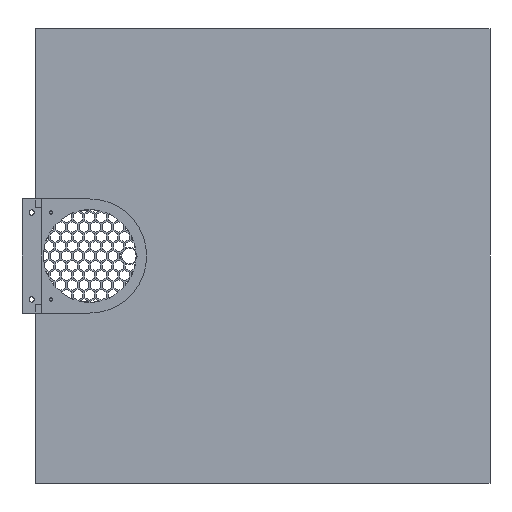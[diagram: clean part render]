
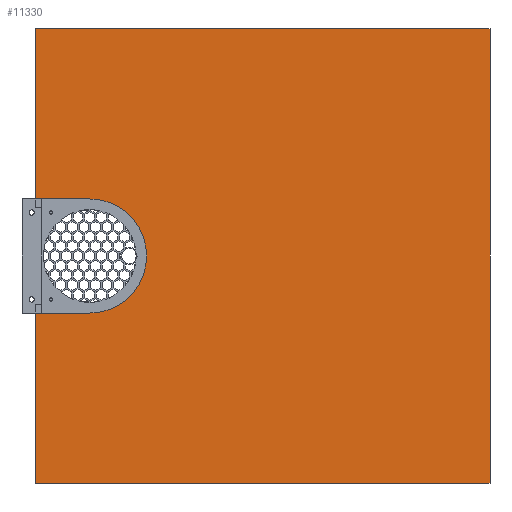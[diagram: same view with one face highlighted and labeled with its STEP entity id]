
A CAD part, left-side view. The second image highlights one B-rep face of the part: STEP entity #11330.
In plain terms, the highlighted planar face has unit normal (-1, 0, 0).
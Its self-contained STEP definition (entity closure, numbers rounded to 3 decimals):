
#789=PLANE('',#12013);
#1336=FACE_OUTER_BOUND('',#2069,.T.);
#2069=EDGE_LOOP('',(#10656,#10657,#10658,#10659,#10660,#10661,#10662,#10663));
#3367=LINE('',#33952,#4681);
#3372=LINE('',#33966,#4686);
#3374=LINE('',#33970,#4688);
#3379=LINE('',#33979,#4693);
#3380=LINE('',#33982,#4694);
#3381=LINE('',#33984,#4695);
#3382=LINE('',#33985,#4696);
#4681=VECTOR('',#14623,10.);
#4686=VECTOR('',#14636,10.);
#4688=VECTOR('',#14640,10.);
#4693=VECTOR('',#14647,10.);
#4694=VECTOR('',#14650,10.);
#4695=VECTOR('',#14651,10.);
#4696=VECTOR('',#14652,10.);
#4838=CIRCLE('',#12009,59.);
#5883=VERTEX_POINT('',#33948);
#5885=VERTEX_POINT('',#33951);
#5888=VERTEX_POINT('',#33959);
#5890=VERTEX_POINT('',#33965);
#5891=VERTEX_POINT('',#33969);
#5894=VERTEX_POINT('',#33977);
#5895=VERTEX_POINT('',#33981);
#5896=VERTEX_POINT('',#33983);
#7471=EDGE_CURVE('',#5885,#5883,#3367,.T.);
#7475=EDGE_CURVE('',#5888,#5885,#4838,.T.);
#7478=EDGE_CURVE('',#5890,#5888,#3372,.T.);
#7480=EDGE_CURVE('',#5891,#5890,#3374,.T.);
#7485=EDGE_CURVE('',#5883,#5894,#3379,.T.);
#7486=EDGE_CURVE('',#5894,#5895,#3380,.T.);
#7487=EDGE_CURVE('',#5895,#5896,#3381,.T.);
#7488=EDGE_CURVE('',#5896,#5891,#3382,.T.);
#10656=ORIENTED_EDGE('',*,*,#7471,.T.);
#10657=ORIENTED_EDGE('',*,*,#7485,.T.);
#10658=ORIENTED_EDGE('',*,*,#7486,.T.);
#10659=ORIENTED_EDGE('',*,*,#7487,.T.);
#10660=ORIENTED_EDGE('',*,*,#7488,.T.);
#10661=ORIENTED_EDGE('',*,*,#7480,.T.);
#10662=ORIENTED_EDGE('',*,*,#7478,.T.);
#10663=ORIENTED_EDGE('',*,*,#7475,.T.);
#11330=ADVANCED_FACE('',(#1336),#789,.T.);
#12009=AXIS2_PLACEMENT_3D('',#33960,#14630,#14631);
#12013=AXIS2_PLACEMENT_3D('',#33980,#14648,#14649);
#14623=DIRECTION('',(0.,1.,0.));
#14630=DIRECTION('center_axis',(1.,0.,0.));
#14631=DIRECTION('ref_axis',(0.,-1.,0.));
#14636=DIRECTION('',(0.,-1.,0.));
#14640=DIRECTION('',(0.,0.,-1.));
#14647=DIRECTION('',(0.,0.,-1.));
#14648=DIRECTION('center_axis',(-1.,0.,0.));
#14649=DIRECTION('ref_axis',(0.,0.,-1.));
#14650=DIRECTION('',(0.,-1.,0.));
#14651=DIRECTION('',(0.,0.,1.));
#14652=DIRECTION('',(0.,1.,0.));
#33948=CARTESIAN_POINT('',(-189.75,13.25,-227.));
#33951=CARTESIAN_POINT('',(-189.75,-42.507,-227.));
#33952=CARTESIAN_POINT('',(-189.75,-97.125,-227.));
#33959=CARTESIAN_POINT('',(-189.75,-42.507,-109.));
#33960=CARTESIAN_POINT('Origin',(-189.75,-42.5,-168.));
#33965=CARTESIAN_POINT('',(-189.75,13.25,-109.));
#33966=CARTESIAN_POINT('',(-189.75,-132.128,-109.));
#33969=CARTESIAN_POINT('',(-189.75,13.25,67.));
#33970=CARTESIAN_POINT('',(-189.75,13.25,-403.));
#33977=CARTESIAN_POINT('',(-189.75,13.25,-403.));
#33979=CARTESIAN_POINT('',(-189.75,13.25,-403.));
#33980=CARTESIAN_POINT('Origin',(-189.75,-221.75,-168.));
#33981=CARTESIAN_POINT('',(-189.75,-456.75,-403.));
#33982=CARTESIAN_POINT('',(-189.75,-456.75,-403.));
#33983=CARTESIAN_POINT('',(-189.75,-456.75,67.));
#33984=CARTESIAN_POINT('',(-189.75,-456.75,67.));
#33985=CARTESIAN_POINT('',(-189.75,13.25,67.));
